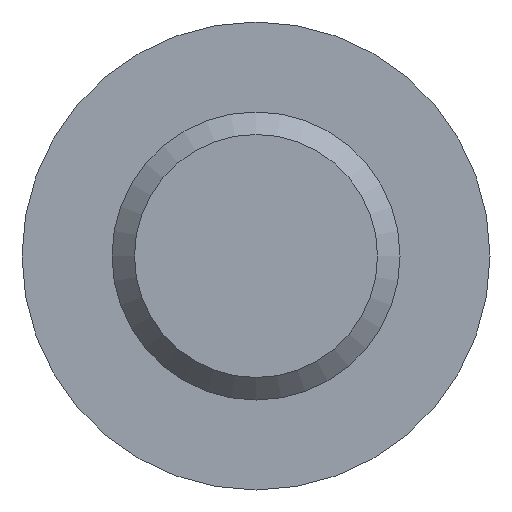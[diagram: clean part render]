
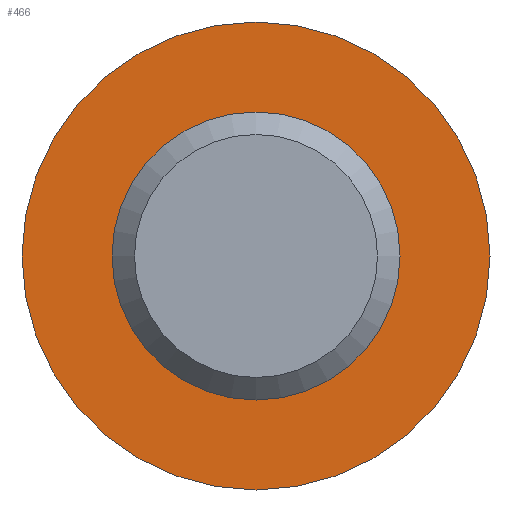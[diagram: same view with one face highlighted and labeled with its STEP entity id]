
A CAD part, front view. The second image highlights one B-rep face of the part: STEP entity #466.
In plain terms, the highlighted planar face has unit normal (0, -1, 0).
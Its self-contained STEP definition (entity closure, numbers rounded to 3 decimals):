
#25 = DIRECTION ( 'NONE',  ( 0., -1., 0. ) ) ;
#26 = DIRECTION ( 'NONE',  ( 0., 0., 1. ) ) ;
#34 = DIRECTION ( 'NONE',  ( 0., -1., 0. ) ) ;
#37 = EDGE_LOOP ( 'NONE', ( #370 ) ) ;
#74 = DIRECTION ( 'NONE',  ( 0., 0., -1. ) ) ;
#97 = CIRCLE ( 'NONE', #302, 6.5 ) ;
#113 = CARTESIAN_POINT ( 'NONE',  ( -4., 25., 0. ) ) ;
#122 = CARTESIAN_POINT ( 'NONE',  ( 0., 25., -4. ) ) ;
#138 = ORIENTED_EDGE ( 'NONE', *, *, #381, .T. ) ;
#157 = PLANE ( 'NONE',  #400 ) ;
#185 = EDGE_CURVE ( 'NONE', #339, #339, #433, .T. ) ;
#283 = CARTESIAN_POINT ( 'NONE',  ( 0., 25., 0. ) ) ;
#302 = AXIS2_PLACEMENT_3D ( 'NONE', #283, #25, #397 ) ;
#332 = CARTESIAN_POINT ( 'NONE',  ( 0., 25., 0. ) ) ;
#339 = VERTEX_POINT ( 'NONE', #122 ) ;
#370 = ORIENTED_EDGE ( 'NONE', *, *, #185, .F. ) ;
#381 = EDGE_CURVE ( 'NONE', #541, #541, #97, .T. ) ;
#397 = DIRECTION ( 'NONE',  ( 0., 0., -1. ) ) ;
#400 = AXIS2_PLACEMENT_3D ( 'NONE', #113, #405, #26 ) ;
#405 = DIRECTION ( 'NONE',  ( 0., 1., 0. ) ) ;
#413 = FACE_OUTER_BOUND ( 'NONE', #422, .T. ) ;
#422 = EDGE_LOOP ( 'NONE', ( #138 ) ) ;
#423 = FACE_BOUND ( 'NONE', #37, .T. ) ;
#433 = CIRCLE ( 'NONE', #447, 4. ) ;
#447 = AXIS2_PLACEMENT_3D ( 'NONE', #332, #34, #74 ) ;
#466 = ADVANCED_FACE ( 'NONE', ( #423, #413 ), #157, .F. ) ;
#497 = CARTESIAN_POINT ( 'NONE',  ( 0., 25., -6.5 ) ) ;
#541 = VERTEX_POINT ( 'NONE', #497 ) ;
